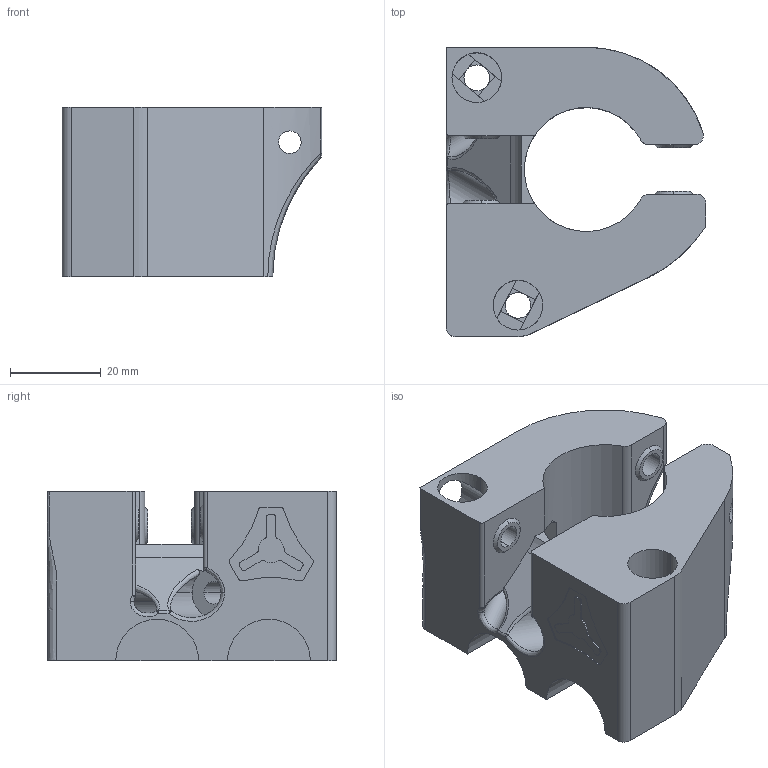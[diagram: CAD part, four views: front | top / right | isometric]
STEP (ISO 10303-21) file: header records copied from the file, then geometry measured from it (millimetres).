
FILE_DESCRIPTION (( 'STEP AP214' ), '1' );
FILE_NAME ('Truck 2A.STEP', '2021-07-03T02:14:36', ( '' ), ( '' ), 'SwSTEP 2.0', 'SolidWorks 2018', '' );
FILE_SCHEMA (( 'AUTOMOTIVE_DESIGN' ));
Length unit declared in the file: millimetre
Products named in the file (1): Truck 2A
Bounding box: 57.43 x 63.9 x 37.4 mm (x, y, z)
Volume: 61575.3 mm3; surface area: 20980.2 mm2
Topology: 1 solids, 1 shells, 230 faces, 607 edges, 386 vertices
Faces by surface type: cylinder 92, plane 88, cone 22, bspline 18, sphere 8, torus 2
Entity records: 8759 total; most frequent: CARTESIAN_POINT 3053, ORIENTED_EDGE 1204, DIRECTION 1202, EDGE_CURVE 602, AXIS2_PLACEMENT_3D 462, VERTEX_POINT 386, VECTOR 278, LINE 278
